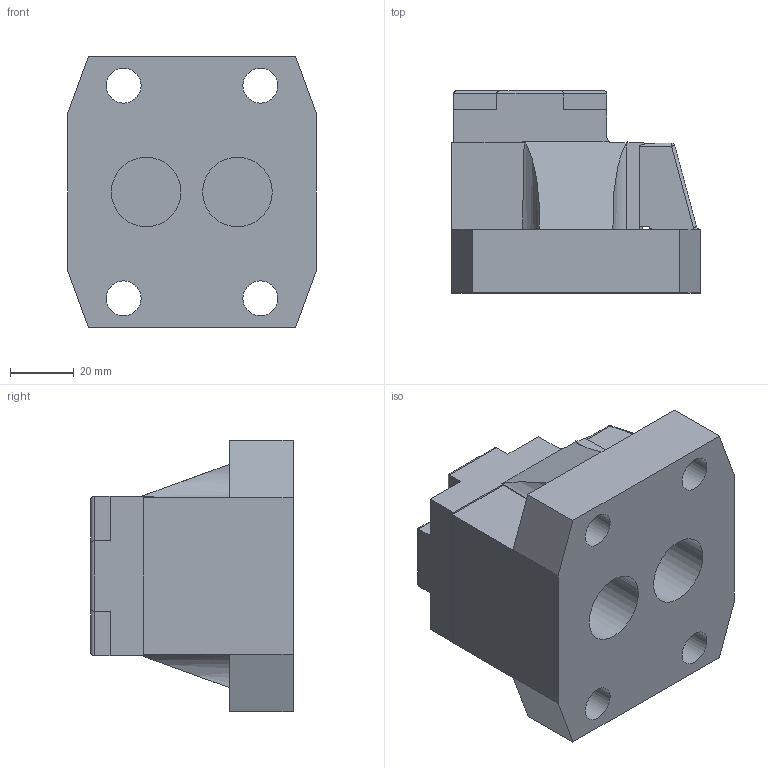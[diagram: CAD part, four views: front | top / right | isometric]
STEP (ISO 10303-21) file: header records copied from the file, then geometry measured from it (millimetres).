
FILE_DESCRIPTION(/* description */ (''),/* implementation_level */ '2;1');
FILE_NAME(/* name */ 'S型板式单向阀[S10P] .step',/* time_stamp */ '2021-02-26T11:16:38+08:00',/* author */ (''),/* organization */ (''),/* preprocessor_version */ 'ST-DEVELOPER v18.1',/* originating_system */ 'Autodesk Translation Framework v9.7.1.1290',/* authorisation */ '');
FILE_SCHEMA (('AUTOMOTIVE_DESIGN { 1 0 10303 214 3 1 1 }'));
Length unit declared in the file: millimetre
Products named in the file (2): S型板式单向阀[S10P]; M6
Assembly tree (4 placements, depth 2):
  S型板式单向阀[S10P]
    M6  x4
Bounding box: 78 x 63.4 x 85 mm (x, y, z)
Volume: 246122.8 mm3; surface area: 36849.6 mm2
Topology: 7 solids, 7 shells, 272 faces, 638 edges, 396 vertices
Faces by surface type: plane 113, cylinder 95, cone 40, bspline 20, sphere 2, torus 2
Full cylindrical faces by diameter (mm): 4.701 x16, 6 x20, 7 x4, 10 x4, 10.2 x4, 11 x4, 21.8 x2
Entity records: 6306 total; most frequent: CARTESIAN_POINT 2404, ORIENTED_EDGE 800, DIRECTION 775, EDGE_CURVE 400, AXIS2_PLACEMENT_3D 265, VERTEX_POINT 252, LINE 245, VECTOR 245
